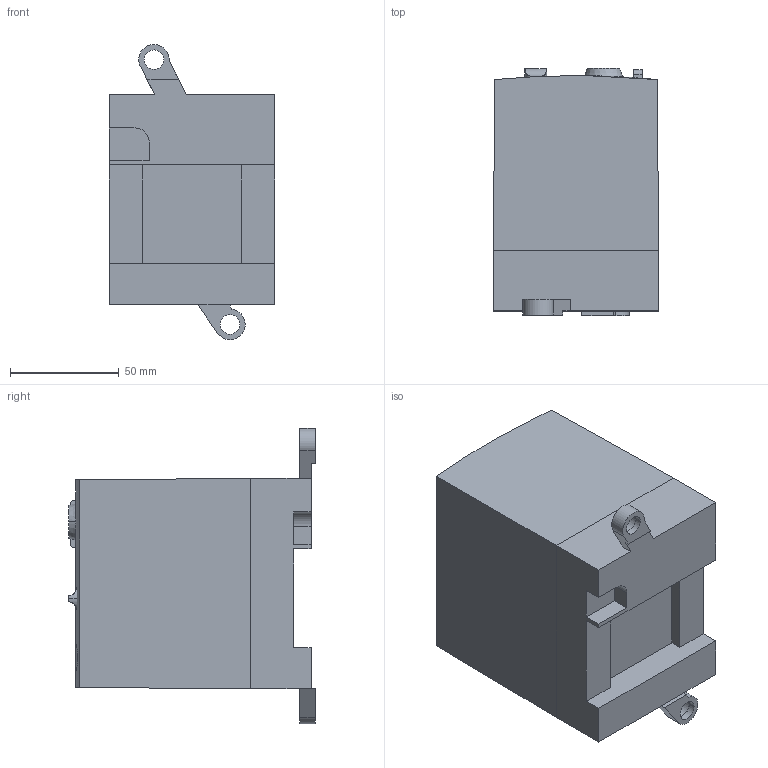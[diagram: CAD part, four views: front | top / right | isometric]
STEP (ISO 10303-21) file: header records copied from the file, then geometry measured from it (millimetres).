
FILE_DESCRIPTION(('CATIA V5 STEP Exchange'),'2;1');
FILE_NAME('1SDH001295R0424_1PA_001_00_XT3_3P_4P_FIXED_MOD.stp','2014-11-11T15:28:15+00:00',('none'),('none'),'CATIA Version 5 Release 20 SP 1 (IN-10)','CATIA V5 STEP AP214','none');
FILE_SCHEMA(('AUTOMOTIVE_DESIGN { 1 0 10303 214 1 1 1 1 }'));
Length unit declared in the file: millimetre
Products named in the file (1): 1SDH001295R0424_1PA_001_00_XT3_3P_4P_FIXED_MOD
Bounding box: 76.2 x 113.7 x 135.97 mm (x, y, z)
Volume: 750687.2 mm3; surface area: 55363.6 mm2
Topology: 1 solids, 1 shells, 63 faces, 161 edges, 106 vertices
Faces by surface type: plane 42, cylinder 19, cone 2
Entity records: 2000 total; most frequent: CARTESIAN_POINT 459, ORIENTED_EDGE 322, DIRECTION 247, EDGE_CURVE 161, VECTOR 113, LINE 113, VERTEX_POINT 106, AXIS2_PLACEMENT_3D 86
